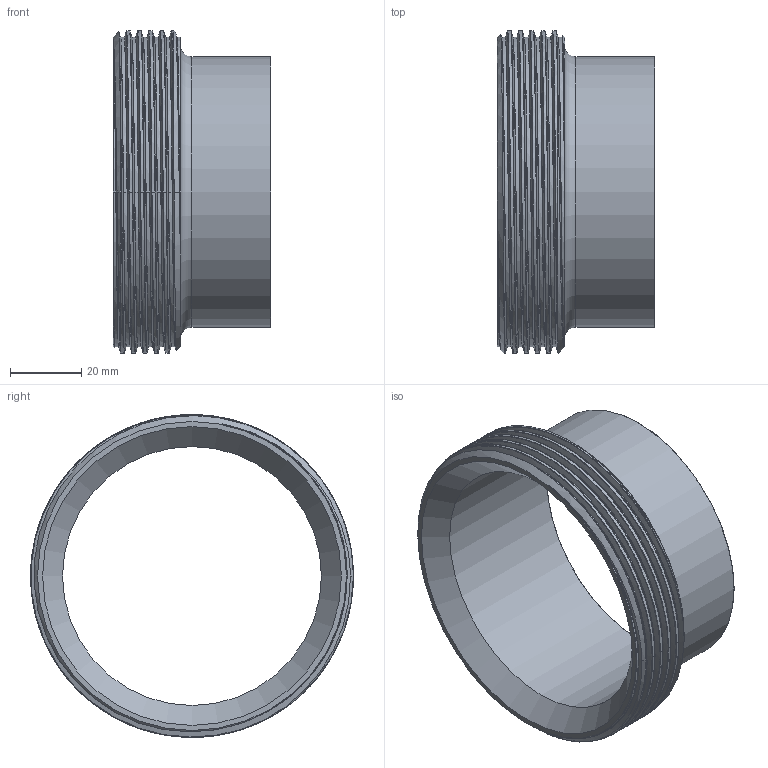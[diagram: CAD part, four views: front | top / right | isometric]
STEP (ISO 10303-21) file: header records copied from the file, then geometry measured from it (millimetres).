
FILE_DESCRIPTION(/* description */ (''),/* implementation_level */ '2;1');
FILE_NAME(/* name */ 'L15A7-3.stp',/* time_stamp */ '2021-05-21T11:06:25-04:00',/* author */ ('ken'),/* organization */ (''),/* preprocessor_version */ 'ST-DEVELOPER v18',/* originating_system */ 'Autodesk Inventor 2020',/* authorisation */ '');
FILE_SCHEMA (('AUTOMOTIVE_DESIGN { 1 0 10303 214 3 1 1 }'));
Length unit declared in the file: inch
Products named in the file (1): L15A7-3
Bounding box: 44.45 x 90.9 x 90.91 mm (x, y, z)
Volume: 45093.9 mm3; surface area: 28378.3 mm2
Topology: 1 solids, 1 shells, 33 faces, 96 edges, 66 vertices
Faces by surface type: cylinder 16, bspline 6, cone 5, torus 3, plane 3
Full cylindrical faces by diameter (mm): 72.898 x1, 76.2 x1, 87.224 x6, 90.907 x4
Entity records: 8829 total; most frequent: CARTESIAN_POINT 7966, ORIENTED_EDGE 194, DIRECTION 142, EDGE_CURVE 97, VERTEX_POINT 67, AXIS2_PLACEMENT_3D 61, B_SPLINE_CURVE_WITH_KNOTS 44, EDGE_LOOP 36
